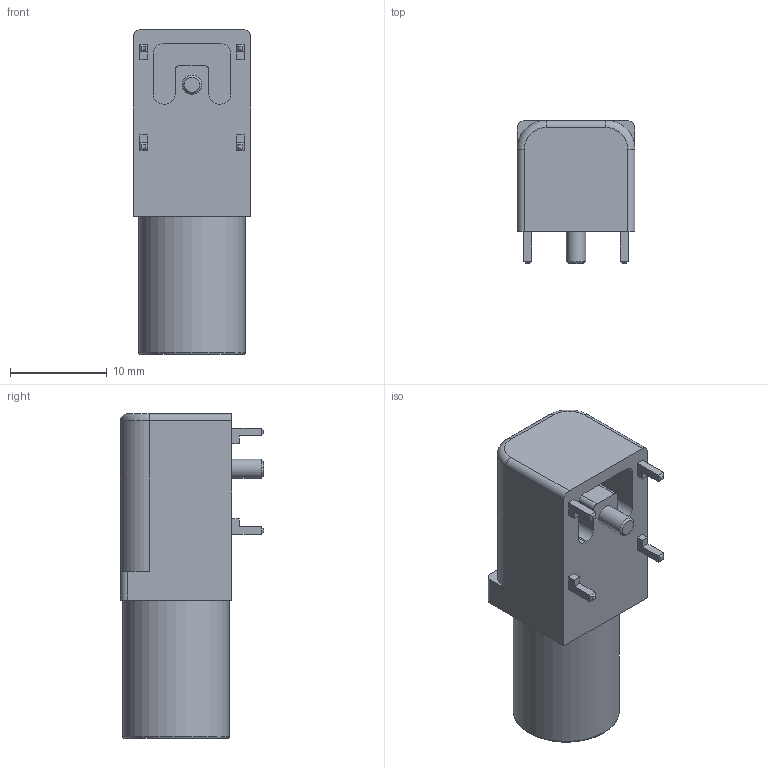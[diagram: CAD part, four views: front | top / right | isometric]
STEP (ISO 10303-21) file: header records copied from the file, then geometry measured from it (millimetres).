
FILE_DESCRIPTION(/* description */ (''),/* implementation_level */ '2;1');
FILE_NAME(/* name */ 'ConnBlack.stp',/* time_stamp */ '2021-02-20T18:00:05+06:00',/* author */ ('Nurekengoi'),/* organization */ (''),/* preprocessor_version */ 'ST-DEVELOPER v16.13',/* originating_system */ 'Autodesk Inventor 2018',/* authorisation */ '');
FILE_SCHEMA (('AUTOMOTIVE_DESIGN { 1 0 10303 214 3 1 1 }'));
Length unit declared in the file: millimetre
Products named in the file (1): Conn
Bounding box: 12.2 x 14.8 x 33.6 mm (x, y, z)
Volume: 2945.1 mm3; surface area: 2814.9 mm2
Topology: 1 solids, 1 shells, 93 faces, 218 edges, 137 vertices
Faces by surface type: plane 66, cylinder 20, torus 6, cone 1
Full cylindrical faces by diameter (mm): 2 x1, 4.2 x1, 5.8 x1, 9.4 x1, 11 x1
Entity records: 2722 total; most frequent: DIRECTION 443, CARTESIAN_POINT 439, ORIENTED_EDGE 416, EDGE_CURVE 208, LINE 161, VECTOR 161, AXIS2_PLACEMENT_3D 141, VERTEX_POINT 137
